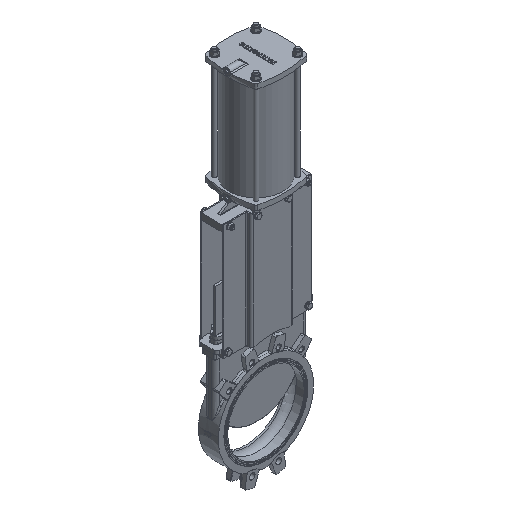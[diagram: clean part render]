
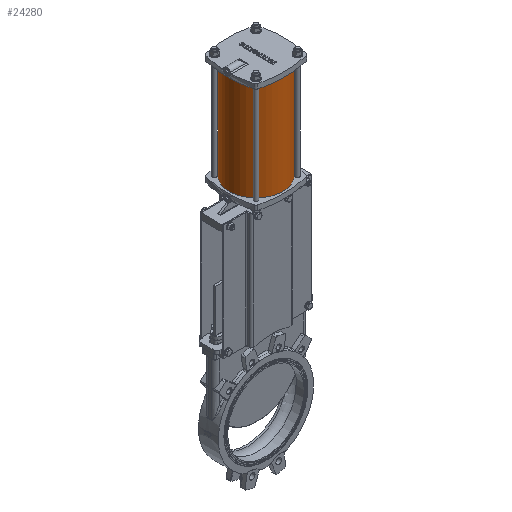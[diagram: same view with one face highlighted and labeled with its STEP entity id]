
A CAD part, isometric view. The second image highlights one B-rep face of the part: STEP entity #24280.
In plain terms, the highlighted cylindrical face has radius 105 mm (diameter 210 mm), a full revolution.
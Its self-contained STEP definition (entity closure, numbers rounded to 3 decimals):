
#2431=CYLINDRICAL_SURFACE('',#26657,105.);
#3727=FACE_OUTER_BOUND('',#5260,.T.);
#5260=EDGE_LOOP('',(#22604,#22605,#22606,#22607));
#7216=LINE('',#45324,#9150);
#9150=VECTOR('',#32801,105.);
#10079=CIRCLE('',#26652,105.);
#10081=CIRCLE('',#26656,105.);
#12316=VERTEX_POINT('',#45314);
#12318=VERTEX_POINT('',#45321);
#15755=EDGE_CURVE('',#12316,#12316,#10079,.T.);
#15758=EDGE_CURVE('',#12318,#12318,#10081,.T.);
#15759=EDGE_CURVE('',#12318,#12316,#7216,.T.);
#22604=ORIENTED_EDGE('',*,*,#15758,.T.);
#22605=ORIENTED_EDGE('',*,*,#15759,.T.);
#22606=ORIENTED_EDGE('',*,*,#15755,.F.);
#22607=ORIENTED_EDGE('',*,*,#15759,.F.);
#24280=ADVANCED_FACE('',(#3727),#2431,.T.);
#26652=AXIS2_PLACEMENT_3D('',#45315,#32788,#32789);
#26656=AXIS2_PLACEMENT_3D('',#45322,#32797,#32798);
#26657=AXIS2_PLACEMENT_3D('',#45323,#32799,#32800);
#32788=DIRECTION('center_axis',(0.,0.,-1.));
#32789=DIRECTION('ref_axis',(-1.,0.,0.));
#32797=DIRECTION('center_axis',(0.,0.,-1.));
#32798=DIRECTION('ref_axis',(-1.,0.,0.));
#32799=DIRECTION('center_axis',(0.,0.,1.));
#32800=DIRECTION('ref_axis',(-1.,0.,0.));
#32801=DIRECTION('',(0.,0.,-1.));
#45314=CARTESIAN_POINT('',(105.,0.,0.));
#45315=CARTESIAN_POINT('Origin',(0.,0.,0.));
#45321=CARTESIAN_POINT('',(105.,0.,393.));
#45322=CARTESIAN_POINT('Origin',(0.,0.,393.));
#45323=CARTESIAN_POINT('Origin',(0.,0.,0.));
#45324=CARTESIAN_POINT('',(105.,0.,0.));
